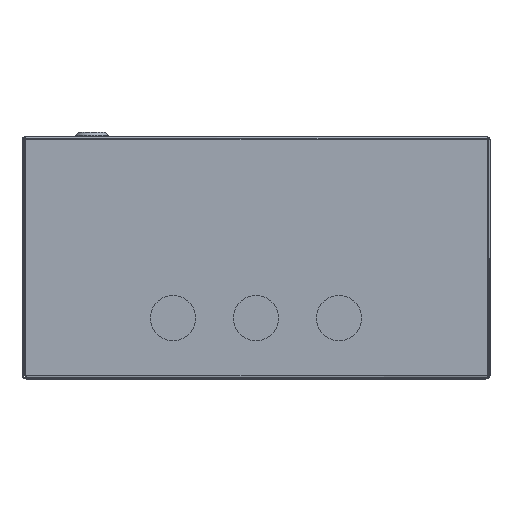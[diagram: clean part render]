
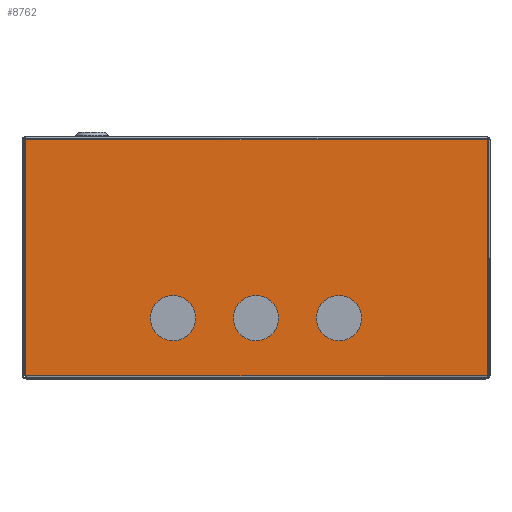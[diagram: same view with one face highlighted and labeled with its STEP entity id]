
A CAD part, front view. The second image highlights one B-rep face of the part: STEP entity #8762.
In plain terms, the highlighted planar face has unit normal (0, -1, 0).
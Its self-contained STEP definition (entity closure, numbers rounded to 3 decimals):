
#336 = DIRECTION ( 'NONE',  ( 0., -1., 0. ) ) ;
#555 = EDGE_CURVE ( 'NONE', #29169, #15245, #22207, .T. ) ;
#571 = EDGE_CURVE ( 'NONE', #13233, #36837, #11648, .T. ) ;
#685 = DIRECTION ( 'NONE',  ( 0., -1., 0. ) ) ;
#824 = DIRECTION ( 'NONE',  ( 1., 0., 0. ) ) ;
#1186 = ORIENTED_EDGE ( 'NONE', *, *, #14117, .F. ) ;
#1555 = CARTESIAN_POINT ( 'NONE',  ( -0.7, -310., 78.3 ) ) ;
#1603 = DIRECTION ( 'NONE',  ( 1., 0., 0. ) ) ;
#1871 = LINE ( 'NONE', #7152, #19303 ) ;
#2300 = CARTESIAN_POINT ( 'NONE',  ( -195., -310., -40. ) ) ;
#2408 = AXIS2_PLACEMENT_3D ( 'NONE', #9828, #3751, #824 ) ;
#2453 = CARTESIAN_POINT ( 'NONE',  ( -170., -310., -40. ) ) ;
#2530 = VERTEX_POINT ( 'NONE', #2300 ) ;
#2862 = FACE_BOUND ( 'NONE', #35034, .T. ) ;
#3751 = DIRECTION ( 'NONE',  ( 0., -1., 0. ) ) ;
#3974 = CARTESIAN_POINT ( 'NONE',  ( -1.7, -310., 78.3 ) ) ;
#4615 = DIRECTION ( 'NONE',  ( 0., 0., -1. ) ) ;
#5099 = EDGE_CURVE ( 'NONE', #36837, #13233, #8141, .T. ) ;
#5604 = CARTESIAN_POINT ( 'NONE',  ( -0.7, -310., 78.3 ) ) ;
#6478 = CARTESIAN_POINT ( 'NONE',  ( -115., -310., -40. ) ) ;
#6686 = CARTESIAN_POINT ( 'NONE',  ( -210., -310., -40. ) ) ;
#7152 = CARTESIAN_POINT ( 'NONE',  ( -307.6, -310., 78.3 ) ) ;
#7320 = DIRECTION ( 'NONE',  ( 0., -1., 0. ) ) ;
#7691 = VERTEX_POINT ( 'NONE', #3974 ) ;
#8022 = EDGE_LOOP ( 'NONE', ( #1186, #29659, #25953, #21423 ) ) ;
#8141 = CIRCLE ( 'NONE', #9394, 15. ) ;
#8737 = DIRECTION ( 'NONE',  ( 1., 0., 0. ) ) ;
#8762 = ADVANCED_FACE ( 'NONE', ( #17087, #2862, #17843, #14930 ), #29356, .F. ) ;
#9293 = DIRECTION ( 'NONE',  ( 1., 0., 0. ) ) ;
#9394 = AXIS2_PLACEMENT_3D ( 'NONE', #16257, #7320, #19369 ) ;
#9828 = CARTESIAN_POINT ( 'NONE',  ( -155., -310., -40. ) ) ;
#11648 = CIRCLE ( 'NONE', #25278, 15. ) ;
#11651 = CARTESIAN_POINT ( 'NONE',  ( -1.7, -310., -78.3 ) ) ;
#12058 = CIRCLE ( 'NONE', #12666, 15. ) ;
#12138 = CARTESIAN_POINT ( 'NONE',  ( -0.7, -310., -78.3 ) ) ;
#12418 = CARTESIAN_POINT ( 'NONE',  ( -155., -310., -40. ) ) ;
#12666 = AXIS2_PLACEMENT_3D ( 'NONE', #24245, #685, #9293 ) ;
#13207 = CARTESIAN_POINT ( 'NONE',  ( -1.7, -310., -78.3 ) ) ;
#13233 = VERTEX_POINT ( 'NONE', #6478 ) ;
#13442 = DIRECTION ( 'NONE',  ( -1., 0., 0. ) ) ;
#14117 = EDGE_CURVE ( 'NONE', #7691, #27896, #17254, .T. ) ;
#14234 = CIRCLE ( 'NONE', #2408, 15. ) ;
#14354 = DIRECTION ( 'NONE',  ( 0., 1., 0. ) ) ;
#14930 = FACE_OUTER_BOUND ( 'NONE', #8022, .T. ) ;
#15122 = EDGE_CURVE ( 'NONE', #24954, #27896, #15219, .T. ) ;
#15219 = LINE ( 'NONE', #12138, #29860 ) ;
#15245 = VERTEX_POINT ( 'NONE', #18708 ) ;
#15640 = EDGE_CURVE ( 'NONE', #24170, #24954, #1871, .T. ) ;
#15779 = AXIS2_PLACEMENT_3D ( 'NONE', #5604, #14354, #35029 ) ;
#16257 = CARTESIAN_POINT ( 'NONE',  ( -100., -310., -40. ) ) ;
#17087 = FACE_BOUND ( 'NONE', #26038, .T. ) ;
#17254 = LINE ( 'NONE', #11651, #22832 ) ;
#17648 = DIRECTION ( 'NONE',  ( 0., -1., 0. ) ) ;
#17843 = FACE_BOUND ( 'NONE', #21426, .T. ) ;
#18708 = CARTESIAN_POINT ( 'NONE',  ( -140., -310., -40. ) ) ;
#19303 = VECTOR ( 'NONE', #4615, 1000. ) ;
#19369 = DIRECTION ( 'NONE',  ( -1., 0., 0. ) ) ;
#20284 = CARTESIAN_POINT ( 'NONE',  ( -307.6, -310., -78.3 ) ) ;
#20575 = VERTEX_POINT ( 'NONE', #24899 ) ;
#21136 = CARTESIAN_POINT ( 'NONE',  ( -85., -310., -40. ) ) ;
#21423 = ORIENTED_EDGE ( 'NONE', *, *, #15122, .T. ) ;
#21426 = EDGE_LOOP ( 'NONE', ( #25217, #28378 ) ) ;
#21784 = AXIS2_PLACEMENT_3D ( 'NONE', #6686, #30845, #1603 ) ;
#22207 = CIRCLE ( 'NONE', #27202, 15. ) ;
#22720 = ORIENTED_EDGE ( 'NONE', *, *, #35999, .F. ) ;
#22832 = VECTOR ( 'NONE', #34875, 1000. ) ;
#24170 = VERTEX_POINT ( 'NONE', #26615 ) ;
#24231 = ORIENTED_EDGE ( 'NONE', *, *, #28453, .F. ) ;
#24245 = CARTESIAN_POINT ( 'NONE',  ( -210., -310., -40. ) ) ;
#24899 = CARTESIAN_POINT ( 'NONE',  ( -225., -310., -40. ) ) ;
#24954 = VERTEX_POINT ( 'NONE', #20284 ) ;
#25217 = ORIENTED_EDGE ( 'NONE', *, *, #34823, .F. ) ;
#25278 = AXIS2_PLACEMENT_3D ( 'NONE', #27207, #17648, #29938 ) ;
#25953 = ORIENTED_EDGE ( 'NONE', *, *, #15640, .T. ) ;
#25987 = ORIENTED_EDGE ( 'NONE', *, *, #571, .F. ) ;
#26038 = EDGE_LOOP ( 'NONE', ( #36693, #25987 ) ) ;
#26615 = CARTESIAN_POINT ( 'NONE',  ( -307.6, -310., 78.3 ) ) ;
#27202 = AXIS2_PLACEMENT_3D ( 'NONE', #12418, #336, #8737 ) ;
#27207 = CARTESIAN_POINT ( 'NONE',  ( -100., -310., -40. ) ) ;
#27896 = VERTEX_POINT ( 'NONE', #13207 ) ;
#28238 = LINE ( 'NONE', #1555, #29024 ) ;
#28378 = ORIENTED_EDGE ( 'NONE', *, *, #555, .F. ) ;
#28453 = EDGE_CURVE ( 'NONE', #20575, #2530, #12058, .T. ) ;
#29024 = VECTOR ( 'NONE', #13442, 1000. ) ;
#29169 = VERTEX_POINT ( 'NONE', #2453 ) ;
#29356 = PLANE ( 'NONE',  #15779 ) ;
#29659 = ORIENTED_EDGE ( 'NONE', *, *, #31726, .T. ) ;
#29860 = VECTOR ( 'NONE', #33397, 1000. ) ;
#29938 = DIRECTION ( 'NONE',  ( -1., 0., 0. ) ) ;
#30845 = DIRECTION ( 'NONE',  ( 0., -1., 0. ) ) ;
#31108 = CIRCLE ( 'NONE', #21784, 15. ) ;
#31726 = EDGE_CURVE ( 'NONE', #7691, #24170, #28238, .T. ) ;
#33397 = DIRECTION ( 'NONE',  ( 1., 0., 0. ) ) ;
#34823 = EDGE_CURVE ( 'NONE', #15245, #29169, #14234, .T. ) ;
#34875 = DIRECTION ( 'NONE',  ( 0., 0., -1. ) ) ;
#35029 = DIRECTION ( 'NONE',  ( -1., 0., 0. ) ) ;
#35034 = EDGE_LOOP ( 'NONE', ( #22720, #24231 ) ) ;
#35999 = EDGE_CURVE ( 'NONE', #2530, #20575, #31108, .T. ) ;
#36693 = ORIENTED_EDGE ( 'NONE', *, *, #5099, .F. ) ;
#36837 = VERTEX_POINT ( 'NONE', #21136 ) ;
